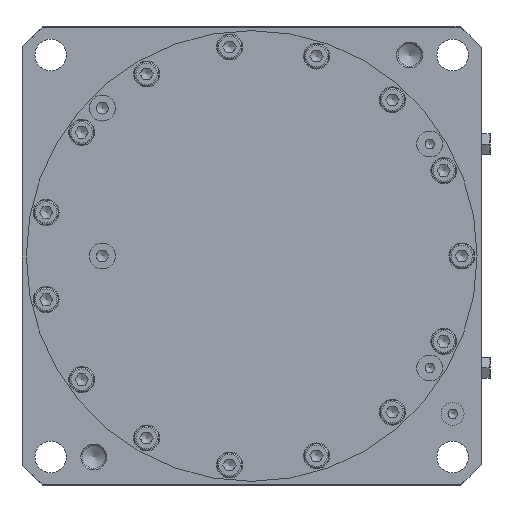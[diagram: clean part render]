
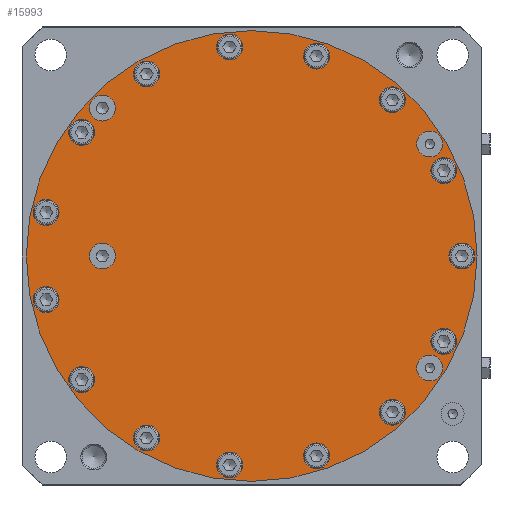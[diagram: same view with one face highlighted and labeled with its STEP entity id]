
A CAD part, front view. The second image highlights one B-rep face of the part: STEP entity #15993.
In plain terms, the highlighted face is planar.
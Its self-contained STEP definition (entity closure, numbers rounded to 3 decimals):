
#4245=PLANE('',#17659);
#4525=FACE_BOUND('',#6469,.T.);
#4526=FACE_BOUND('',#6470,.T.);
#4527=FACE_BOUND('',#6471,.T.);
#4528=FACE_BOUND('',#6472,.T.);
#4529=FACE_BOUND('',#6473,.T.);
#4530=FACE_BOUND('',#6474,.T.);
#4531=FACE_BOUND('',#6475,.T.);
#4532=FACE_BOUND('',#6476,.T.);
#4533=FACE_BOUND('',#6477,.T.);
#4534=FACE_BOUND('',#6478,.T.);
#4535=FACE_BOUND('',#6479,.T.);
#4536=FACE_BOUND('',#6480,.T.);
#4537=FACE_BOUND('',#6481,.T.);
#4538=FACE_BOUND('',#6482,.T.);
#4539=FACE_BOUND('',#6483,.T.);
#4540=FACE_BOUND('',#6484,.T.);
#4541=FACE_BOUND('',#6485,.T.);
#4542=FACE_BOUND('',#6486,.T.);
#4543=FACE_BOUND('',#6487,.T.);
#5398=FACE_OUTER_BOUND('',#6468,.T.);
#6468=EDGE_LOOP('',(#14938));
#6469=EDGE_LOOP('',(#14939));
#6470=EDGE_LOOP('',(#14940));
#6471=EDGE_LOOP('',(#14941));
#6472=EDGE_LOOP('',(#14942));
#6473=EDGE_LOOP('',(#14943));
#6474=EDGE_LOOP('',(#14944));
#6475=EDGE_LOOP('',(#14945));
#6476=EDGE_LOOP('',(#14946));
#6477=EDGE_LOOP('',(#14947));
#6478=EDGE_LOOP('',(#14948));
#6479=EDGE_LOOP('',(#14949));
#6480=EDGE_LOOP('',(#14950));
#6481=EDGE_LOOP('',(#14951));
#6482=EDGE_LOOP('',(#14952));
#6483=EDGE_LOOP('',(#14953));
#6484=EDGE_LOOP('',(#14954));
#6485=EDGE_LOOP('',(#14955));
#6486=EDGE_LOOP('',(#14956));
#6487=EDGE_LOOP('',(#14957));
#6807=CIRCLE('',#17526,4.5);
#6811=CIRCLE('',#17533,4.5);
#6815=CIRCLE('',#17540,4.5);
#6819=CIRCLE('',#17547,4.5);
#6823=CIRCLE('',#17554,4.5);
#6827=CIRCLE('',#17561,4.5);
#6831=CIRCLE('',#17568,4.5);
#6835=CIRCLE('',#17575,4.5);
#6839=CIRCLE('',#17582,4.5);
#6843=CIRCLE('',#17589,4.5);
#6847=CIRCLE('',#17596,4.5);
#6851=CIRCLE('',#17603,4.5);
#6855=CIRCLE('',#17610,4.5);
#6859=CIRCLE('',#17617,4.5);
#6863=CIRCLE('',#17624,4.5);
#6867=CIRCLE('',#17631,4.5);
#6871=CIRCLE('',#17638,4.5);
#6875=CIRCLE('',#17645,4.5);
#6879=CIRCLE('',#17652,4.5);
#6881=CIRCLE('',#17656,78.5);
#8316=VERTEX_POINT('',#26723);
#8320=VERTEX_POINT('',#26734);
#8324=VERTEX_POINT('',#26745);
#8328=VERTEX_POINT('',#26756);
#8332=VERTEX_POINT('',#26767);
#8336=VERTEX_POINT('',#26778);
#8340=VERTEX_POINT('',#26789);
#8344=VERTEX_POINT('',#26800);
#8348=VERTEX_POINT('',#26811);
#8352=VERTEX_POINT('',#26822);
#8356=VERTEX_POINT('',#26833);
#8360=VERTEX_POINT('',#26844);
#8364=VERTEX_POINT('',#26855);
#8368=VERTEX_POINT('',#26866);
#8372=VERTEX_POINT('',#26877);
#8376=VERTEX_POINT('',#26888);
#8380=VERTEX_POINT('',#26899);
#8384=VERTEX_POINT('',#26910);
#8388=VERTEX_POINT('',#26921);
#8390=VERTEX_POINT('',#26927);
#10509=EDGE_CURVE('',#8316,#8316,#6807,.T.);
#10513=EDGE_CURVE('',#8320,#8320,#6811,.T.);
#10517=EDGE_CURVE('',#8324,#8324,#6815,.T.);
#10521=EDGE_CURVE('',#8328,#8328,#6819,.T.);
#10525=EDGE_CURVE('',#8332,#8332,#6823,.T.);
#10529=EDGE_CURVE('',#8336,#8336,#6827,.T.);
#10533=EDGE_CURVE('',#8340,#8340,#6831,.T.);
#10537=EDGE_CURVE('',#8344,#8344,#6835,.T.);
#10541=EDGE_CURVE('',#8348,#8348,#6839,.T.);
#10545=EDGE_CURVE('',#8352,#8352,#6843,.T.);
#10549=EDGE_CURVE('',#8356,#8356,#6847,.T.);
#10553=EDGE_CURVE('',#8360,#8360,#6851,.T.);
#10557=EDGE_CURVE('',#8364,#8364,#6855,.T.);
#10561=EDGE_CURVE('',#8368,#8368,#6859,.T.);
#10565=EDGE_CURVE('',#8372,#8372,#6863,.T.);
#10569=EDGE_CURVE('',#8376,#8376,#6867,.T.);
#10573=EDGE_CURVE('',#8380,#8380,#6871,.T.);
#10577=EDGE_CURVE('',#8384,#8384,#6875,.T.);
#10581=EDGE_CURVE('',#8388,#8388,#6879,.T.);
#10583=EDGE_CURVE('',#8390,#8390,#6881,.T.);
#14938=ORIENTED_EDGE('',*,*,#10583,.T.);
#14939=ORIENTED_EDGE('',*,*,#10509,.T.);
#14940=ORIENTED_EDGE('',*,*,#10513,.T.);
#14941=ORIENTED_EDGE('',*,*,#10517,.T.);
#14942=ORIENTED_EDGE('',*,*,#10521,.T.);
#14943=ORIENTED_EDGE('',*,*,#10525,.T.);
#14944=ORIENTED_EDGE('',*,*,#10529,.T.);
#14945=ORIENTED_EDGE('',*,*,#10533,.T.);
#14946=ORIENTED_EDGE('',*,*,#10537,.T.);
#14947=ORIENTED_EDGE('',*,*,#10541,.T.);
#14948=ORIENTED_EDGE('',*,*,#10545,.T.);
#14949=ORIENTED_EDGE('',*,*,#10549,.T.);
#14950=ORIENTED_EDGE('',*,*,#10553,.T.);
#14951=ORIENTED_EDGE('',*,*,#10557,.T.);
#14952=ORIENTED_EDGE('',*,*,#10561,.T.);
#14953=ORIENTED_EDGE('',*,*,#10565,.T.);
#14954=ORIENTED_EDGE('',*,*,#10569,.T.);
#14955=ORIENTED_EDGE('',*,*,#10573,.T.);
#14956=ORIENTED_EDGE('',*,*,#10577,.T.);
#14957=ORIENTED_EDGE('',*,*,#10581,.T.);
#15993=ADVANCED_FACE('',(#5398,#4525,#4526,#4527,#4528,#4529,#4530,#4531,
#4532,#4533,#4534,#4535,#4536,#4537,#4538,#4539,#4540,#4541,#4542,#4543),
#4245,.T.);
#17526=AXIS2_PLACEMENT_3D('',#26724,#21843,#21844);
#17533=AXIS2_PLACEMENT_3D('',#26735,#21857,#21858);
#17540=AXIS2_PLACEMENT_3D('',#26746,#21871,#21872);
#17547=AXIS2_PLACEMENT_3D('',#26757,#21885,#21886);
#17554=AXIS2_PLACEMENT_3D('',#26768,#21899,#21900);
#17561=AXIS2_PLACEMENT_3D('',#26779,#21913,#21914);
#17568=AXIS2_PLACEMENT_3D('',#26790,#21927,#21928);
#17575=AXIS2_PLACEMENT_3D('',#26801,#21941,#21942);
#17582=AXIS2_PLACEMENT_3D('',#26812,#21955,#21956);
#17589=AXIS2_PLACEMENT_3D('',#26823,#21969,#21970);
#17596=AXIS2_PLACEMENT_3D('',#26834,#21983,#21984);
#17603=AXIS2_PLACEMENT_3D('',#26845,#21997,#21998);
#17610=AXIS2_PLACEMENT_3D('',#26856,#22011,#22012);
#17617=AXIS2_PLACEMENT_3D('',#26867,#22025,#22026);
#17624=AXIS2_PLACEMENT_3D('',#26878,#22039,#22040);
#17631=AXIS2_PLACEMENT_3D('',#26889,#22053,#22054);
#17638=AXIS2_PLACEMENT_3D('',#26900,#22067,#22068);
#17645=AXIS2_PLACEMENT_3D('',#26911,#22081,#22082);
#17652=AXIS2_PLACEMENT_3D('',#26922,#22095,#22096);
#17656=AXIS2_PLACEMENT_3D('',#26928,#22103,#22104);
#17659=AXIS2_PLACEMENT_3D('',#26932,#22109,#22110);
#21843=DIRECTION('center_axis',(0.,0.,-1.));
#21844=DIRECTION('ref_axis',(1.,0.,0.));
#21857=DIRECTION('center_axis',(0.,0.,-1.));
#21858=DIRECTION('ref_axis',(1.,0.,0.));
#21871=DIRECTION('center_axis',(0.,0.,-1.));
#21872=DIRECTION('ref_axis',(1.,0.,0.));
#21885=DIRECTION('center_axis',(0.,0.,-1.));
#21886=DIRECTION('ref_axis',(1.,0.,0.));
#21899=DIRECTION('center_axis',(0.,0.,-1.));
#21900=DIRECTION('ref_axis',(1.,0.,0.));
#21913=DIRECTION('center_axis',(0.,0.,-1.));
#21914=DIRECTION('ref_axis',(1.,0.,0.));
#21927=DIRECTION('center_axis',(0.,0.,-1.));
#21928=DIRECTION('ref_axis',(1.,0.,0.));
#21941=DIRECTION('center_axis',(0.,0.,-1.));
#21942=DIRECTION('ref_axis',(1.,0.,0.));
#21955=DIRECTION('center_axis',(0.,0.,-1.));
#21956=DIRECTION('ref_axis',(1.,0.,0.));
#21969=DIRECTION('center_axis',(0.,0.,-1.));
#21970=DIRECTION('ref_axis',(1.,0.,0.));
#21983=DIRECTION('center_axis',(0.,0.,-1.));
#21984=DIRECTION('ref_axis',(1.,0.,0.));
#21997=DIRECTION('center_axis',(0.,0.,-1.));
#21998=DIRECTION('ref_axis',(1.,0.,0.));
#22011=DIRECTION('center_axis',(0.,0.,-1.));
#22012=DIRECTION('ref_axis',(1.,0.,0.));
#22025=DIRECTION('center_axis',(0.,0.,-1.));
#22026=DIRECTION('ref_axis',(1.,0.,0.));
#22039=DIRECTION('center_axis',(0.,0.,-1.));
#22040=DIRECTION('ref_axis',(1.,0.,0.));
#22053=DIRECTION('center_axis',(0.,0.,-1.));
#22054=DIRECTION('ref_axis',(1.,0.,0.));
#22067=DIRECTION('center_axis',(0.,0.,-1.));
#22068=DIRECTION('ref_axis',(1.,0.,0.));
#22081=DIRECTION('center_axis',(0.,0.,-1.));
#22082=DIRECTION('ref_axis',(1.,0.,0.));
#22095=DIRECTION('center_axis',(0.,0.,-1.));
#22096=DIRECTION('ref_axis',(1.,0.,0.));
#22103=DIRECTION('center_axis',(0.,0.,1.));
#22104=DIRECTION('ref_axis',(-1.,0.,0.));
#22109=DIRECTION('center_axis',(0.,0.,1.));
#22110=DIRECTION('ref_axis',(1.,0.,0.));
#26723=CARTESIAN_POINT('',(66.5,39.,50.));
#26724=CARTESIAN_POINT('Origin',(62.,39.,50.));
#26734=CARTESIAN_POINT('',(66.5,-39.,50.));
#26735=CARTESIAN_POINT('Origin',(62.,-39.,50.));
#26745=CARTESIAN_POINT('',(-47.5,0.,50.));
#26746=CARTESIAN_POINT('Origin',(-52.,0.,50.));
#26756=CARTESIAN_POINT('',(-47.5,51.5,50.));
#26757=CARTESIAN_POINT('Origin',(-52.,51.5,50.));
#26767=CARTESIAN_POINT('',(53.5,-54.4,50.));
#26768=CARTESIAN_POINT('Origin',(49.,-54.4,50.));
#26778=CARTESIAN_POINT('',(-3.2,-72.8,50.));
#26779=CARTESIAN_POINT('Origin',(-7.7,-72.8,50.));
#26789=CARTESIAN_POINT('',(-54.7,-43.05,50.));
#26790=CARTESIAN_POINT('Origin',(-59.2,-43.05,50.));
#26800=CARTESIAN_POINT('',(-67.1,15.2,50.));
#26801=CARTESIAN_POINT('Origin',(-71.6,15.2,50.));
#26811=CARTESIAN_POINT('',(-32.1,63.4,50.));
#26812=CARTESIAN_POINT('Origin',(-36.6,63.4,50.));
#26822=CARTESIAN_POINT('',(27.1,69.6,50.));
#26823=CARTESIAN_POINT('Origin',(22.6,69.6,50.));
#26833=CARTESIAN_POINT('',(71.4,29.75,50.));
#26834=CARTESIAN_POINT('Origin',(66.9,29.75,50.));
#26844=CARTESIAN_POINT('',(77.7,0.,50.));
#26845=CARTESIAN_POINT('Origin',(73.2,0.,50.));
#26855=CARTESIAN_POINT('',(53.5,54.4,50.));
#26856=CARTESIAN_POINT('Origin',(49.,54.4,50.));
#26866=CARTESIAN_POINT('',(-3.2,72.8,50.));
#26867=CARTESIAN_POINT('Origin',(-7.7,72.8,50.));
#26877=CARTESIAN_POINT('',(-54.7,43.05,50.));
#26878=CARTESIAN_POINT('Origin',(-59.2,43.05,50.));
#26888=CARTESIAN_POINT('',(-67.1,-15.2,50.));
#26889=CARTESIAN_POINT('Origin',(-71.6,-15.2,50.));
#26899=CARTESIAN_POINT('',(-32.1,-63.4,50.));
#26900=CARTESIAN_POINT('Origin',(-36.6,-63.4,50.));
#26910=CARTESIAN_POINT('',(27.1,-69.6,50.));
#26911=CARTESIAN_POINT('Origin',(22.6,-69.6,50.));
#26921=CARTESIAN_POINT('',(71.4,-29.75,50.));
#26922=CARTESIAN_POINT('Origin',(66.9,-29.75,50.));
#26927=CARTESIAN_POINT('',(78.5,0.,50.));
#26928=CARTESIAN_POINT('Origin',(0.,0.,50.));
#26932=CARTESIAN_POINT('Origin',(0.,0.,50.));
